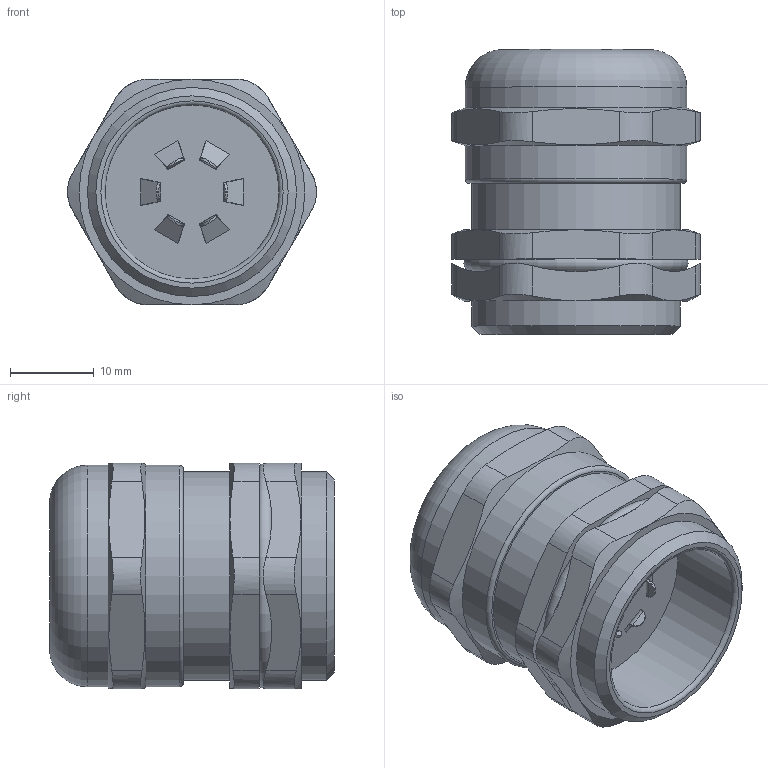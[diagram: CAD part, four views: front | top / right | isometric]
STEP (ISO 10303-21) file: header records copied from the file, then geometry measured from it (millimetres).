
FILE_DESCRIPTION(/* description */ (''),/* implementation_level */ '2;1');
FILE_NAME(/* name */ '',/* time_stamp */ '2023-07-13T15:43:04+07:00',/* author */ ('zeta-09'),/* organization */ (''),/* preprocessor_version */ 'ST-DEVELOPER v19.2',/* originating_system */ 'Autodesk Inventor 2024',/* authorisation */ '');
FILE_SCHEMA (('AUTOMOTIVE_DESIGN { 1 0 10303 214 3 1 1 }'));
Length unit declared in the file: millimetre
Products named in the file (1): Деталь13
Bounding box: 29.78 x 34.08 x 27 mm (x, y, z)
Volume: 15194.7 mm3; surface area: 5348.3 mm2
Topology: 1 solids, 1 shells, 170 faces, 426 edges, 270 vertices
Faces by surface type: plane 69, cylinder 48, bspline 24, cone 23, torus 6
Full cylindrical faces by diameter (mm): 20.8 x1, 23 x1, 25 x2, 26.5 x2
Entity records: 8476 total; most frequent: CARTESIAN_POINT 4493, ORIENTED_EDGE 852, DIRECTION 669, EDGE_CURVE 426, VERTEX_POINT 270, AXIS2_PLACEMENT_3D 230, LINE 209, VECTOR 209
